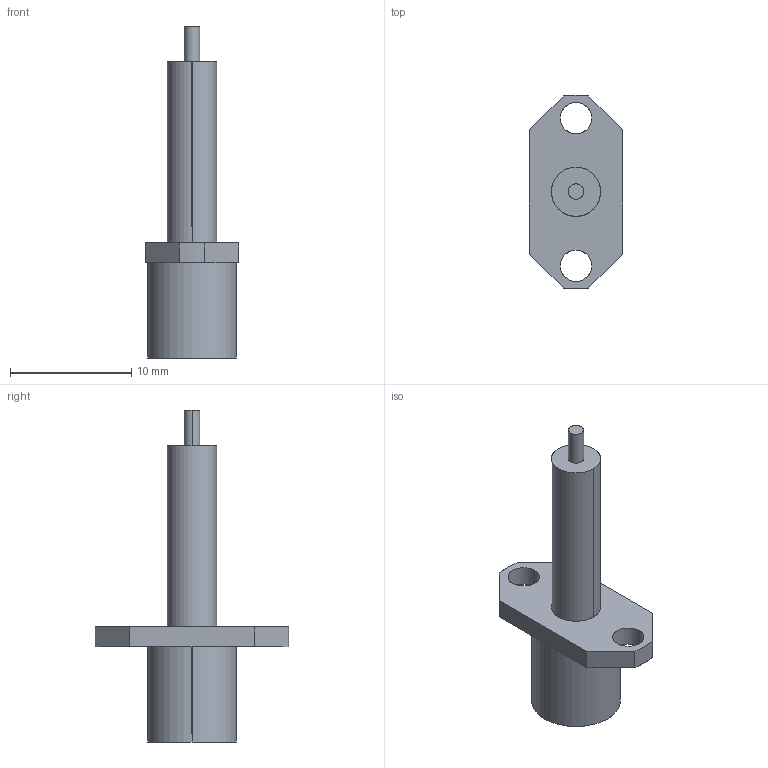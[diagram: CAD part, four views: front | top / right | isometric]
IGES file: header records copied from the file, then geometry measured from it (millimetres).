
Start section: SolidWorks IGES file using analytic representation for surfaces
Global section: file name: R128.464.701.IGS; native system: SolidWorks 2011; preprocessor: SolidWorks 2011; author: RAYMOND_G; date: 140218.102223; units: millimetre
Bounding box: 7.7 x 16 x 27.43 mm (x, y, z)
Surface area: 805.5 mm2 (no closed solid volume)
Topology: 0 solids, 0 shells, 269 faces, 2603 edges, 2578 vertices
Faces by surface type: bspline 144, revolution 125
